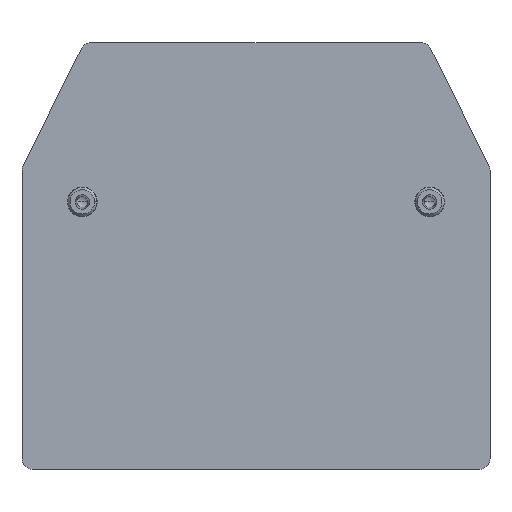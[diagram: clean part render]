
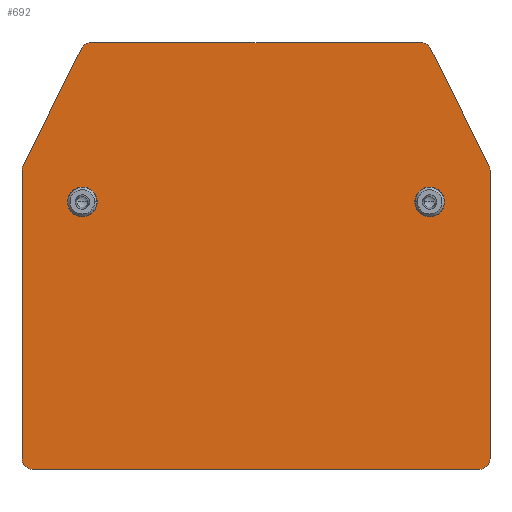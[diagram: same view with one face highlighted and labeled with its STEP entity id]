
A CAD part, top view. The second image highlights one B-rep face of the part: STEP entity #692.
In plain terms, the highlighted planar face has unit normal (0, 0, 1).
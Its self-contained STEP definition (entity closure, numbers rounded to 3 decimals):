
#29=CARTESIAN_POINT('',(21.5,-12.236,0.75));
#30=DIRECTION('',(0.,0.,1.));
#31=DIRECTION('',(1.,0.,0.));
#32=AXIS2_PLACEMENT_3D('',#29,#30,#31);
#56=CARTESIAN_POINT('',(21.5,-40.,0.75));
#57=DIRECTION('',(0.,0.,-1.));
#58=DIRECTION('',(1.,0.,0.));
#59=AXIS2_PLACEMENT_3D('',#56,#57,#58);
#74=CARTESIAN_POINT('',(-21.5,-40.,0.75));
#75=DIRECTION('',(0.,0.,-1.));
#76=DIRECTION('',(0.,-1.,0.));
#77=AXIS2_PLACEMENT_3D('',#74,#75,#76);
#92=CARTESIAN_POINT('',(-21.5,-12.236,0.75));
#93=DIRECTION('',(0.,0.,-1.));
#94=DIRECTION('',(-1.,0.,0.));
#95=AXIS2_PLACEMENT_3D('',#92,#93,#94);
#101=CARTESIAN_POINT('',(-15.882,-1.,0.75));
#102=DIRECTION('',(0.,0.,1.));
#103=DIRECTION('',(0.,1.,0.));
#104=AXIS2_PLACEMENT_3D('',#101,#102,#103);
#128=CARTESIAN_POINT('',(15.882,-1.,0.75));
#129=DIRECTION('',(0.,0.,-1.));
#130=DIRECTION('',(0.,1.,0.));
#131=AXIS2_PLACEMENT_3D('',#128,#129,#130);
#133=DIRECTION('',(-0.447,0.894,0.));
#134=VECTOR('',#133,12.562);
#135=CARTESIAN_POINT('',(22.394,-11.789,0.75));
#136=LINE('',#135,#134);
#137=DIRECTION('',(0.,1.,0.));
#138=VECTOR('',#137,27.764);
#139=CARTESIAN_POINT('',(22.5,-40.,0.75));
#140=LINE('',#139,#138);
#141=DIRECTION('',(1.,0.,0.));
#142=VECTOR('',#141,43.);
#143=CARTESIAN_POINT('',(-21.5,-41.,0.75));
#144=LINE('',#143,#142);
#145=DIRECTION('',(0.,-1.,0.));
#146=VECTOR('',#145,27.764);
#147=CARTESIAN_POINT('',(-22.5,-12.236,0.75));
#148=LINE('',#147,#146);
#149=DIRECTION('',(-0.447,-0.894,0.));
#150=VECTOR('',#149,12.562);
#151=CARTESIAN_POINT('',(-16.776,-0.553,0.75));
#152=LINE('',#151,#150);
#153=DIRECTION('',(-1.,0.,0.));
#154=VECTOR('',#153,31.764);
#155=CARTESIAN_POINT('',(15.882,0.,0.75));
#156=LINE('',#155,#154);
#157=CARTESIAN_POINT('',(16.7,-15.3,0.75));
#158=DIRECTION('',(0.,0.,-1.));
#159=DIRECTION('',(1.,0.,0.));
#160=AXIS2_PLACEMENT_3D('',#157,#158,#159);
#175=CARTESIAN_POINT('',(16.7,-15.3,0.75));
#176=DIRECTION('',(0.,0.,-1.));
#177=DIRECTION('',(-1.,0.,0.));
#178=AXIS2_PLACEMENT_3D('',#175,#176,#177);
#259=CARTESIAN_POINT('',(-16.7,-15.3,0.75));
#260=DIRECTION('',(0.,0.,1.));
#261=DIRECTION('',(-1.,0.,0.));
#262=AXIS2_PLACEMENT_3D('',#259,#260,#261);
#277=CARTESIAN_POINT('',(-16.7,-15.3,0.75));
#278=DIRECTION('',(0.,0.,1.));
#279=DIRECTION('',(1.,0.,0.));
#280=AXIS2_PLACEMENT_3D('',#277,#278,#279);
#372=CARTESIAN_POINT('',(22.5,-40.,0.75));
#374=VERTEX_POINT('',#372);
#376=CARTESIAN_POINT('',(21.5,-41.,0.75));
#378=VERTEX_POINT('',#376);
#380=CARTESIAN_POINT('',(-21.5,-41.,0.75));
#382=VERTEX_POINT('',#380);
#384=CARTESIAN_POINT('',(-22.5,-40.,0.75));
#386=VERTEX_POINT('',#384);
#413=CARTESIAN_POINT('',(15.275,-15.3,0.75));
#414=CARTESIAN_POINT('',(18.125,-15.3,0.75));
#415=VERTEX_POINT('',#413);
#416=VERTEX_POINT('',#414);
#421=CARTESIAN_POINT('',(-15.275,-15.3,0.75));
#422=CARTESIAN_POINT('',(-18.125,-15.3,0.75));
#423=VERTEX_POINT('',#421);
#424=VERTEX_POINT('',#422);
#430=CARTESIAN_POINT('',(22.5,-12.236,0.75));
#432=VERTEX_POINT('',#430);
#434=CARTESIAN_POINT('',(22.394,-11.789,0.75));
#436=VERTEX_POINT('',#434);
#438=CARTESIAN_POINT('',(15.882,0.,0.75));
#440=VERTEX_POINT('',#438);
#442=CARTESIAN_POINT('',(16.776,-0.553,0.75));
#444=VERTEX_POINT('',#442);
#446=CARTESIAN_POINT('',(-15.882,0.,0.75));
#448=VERTEX_POINT('',#446);
#450=CARTESIAN_POINT('',(-16.776,-0.553,0.75));
#452=VERTEX_POINT('',#450);
#454=CARTESIAN_POINT('',(-22.5,-12.236,0.75));
#456=VERTEX_POINT('',#454);
#458=CARTESIAN_POINT('',(-22.394,-11.789,0.75));
#460=VERTEX_POINT('',#458);
#661=CARTESIAN_POINT('',(0.,0.,0.75));
#662=DIRECTION('',(0.,0.,1.));
#663=DIRECTION('',(1.,0.,0.));
#664=AXIS2_PLACEMENT_3D('',#661,#662,#663);
#665=PLANE('',#664);
#666=ORIENTED_EDGE('',*,*,#501,.F.);
#667=ORIENTED_EDGE('',*,*,#515,.F.);
#668=ORIENTED_EDGE('',*,*,#531,.F.);
#669=ORIENTED_EDGE('',*,*,#545,.T.);
#670=ORIENTED_EDGE('',*,*,#558,.F.);
#671=ORIENTED_EDGE('',*,*,#573,.T.);
#672=ORIENTED_EDGE('',*,*,#585,.F.);
#673=ORIENTED_EDGE('',*,*,#601,.T.);
#674=ORIENTED_EDGE('',*,*,#614,.F.);
#675=ORIENTED_EDGE('',*,*,#627,.F.);
#676=ORIENTED_EDGE('',*,*,#641,.F.);
#677=ORIENTED_EDGE('',*,*,#656,.T.);
#678=EDGE_LOOP('',(#666,#667,#668,#669,#670,#671,#672,#673,#674,#675,#676,
#677));
#679=FACE_OUTER_BOUND('',#678,.F.);
#681=ORIENTED_EDGE('',*,*,#680,.F.);
#683=ORIENTED_EDGE('',*,*,#682,.F.);
#684=EDGE_LOOP('',(#681,#683));
#685=FACE_BOUND('',#684,.F.);
#687=ORIENTED_EDGE('',*,*,#686,.T.);
#689=ORIENTED_EDGE('',*,*,#688,.T.);
#690=EDGE_LOOP('',(#687,#689));
#691=FACE_BOUND('',#690,.F.);
#692=ADVANCED_FACE('',(#679,#685,#691),#665,.T.);
#33=CIRCLE('',#32,1.);
#60=CIRCLE('',#59,1.);
#78=CIRCLE('',#77,1.);
#96=CIRCLE('',#95,1.);
#105=CIRCLE('',#104,1.);
#132=CIRCLE('',#131,1.);
#161=CIRCLE('',#160,1.425);
#179=CIRCLE('',#178,1.425);
#263=CIRCLE('',#262,1.425);
#281=CIRCLE('',#280,1.425);
#501=EDGE_CURVE('',#436,#444,#136,.T.);
#515=EDGE_CURVE('',#432,#436,#33,.T.);
#531=EDGE_CURVE('',#374,#432,#140,.T.);
#545=EDGE_CURVE('',#374,#378,#60,.T.);
#558=EDGE_CURVE('',#382,#378,#144,.T.);
#573=EDGE_CURVE('',#382,#386,#78,.T.);
#585=EDGE_CURVE('',#456,#386,#148,.T.);
#601=EDGE_CURVE('',#456,#460,#96,.T.);
#614=EDGE_CURVE('',#452,#460,#152,.T.);
#627=EDGE_CURVE('',#448,#452,#105,.T.);
#641=EDGE_CURVE('',#440,#448,#156,.T.);
#656=EDGE_CURVE('',#440,#444,#132,.T.);
#680=EDGE_CURVE('',#416,#415,#161,.T.);
#682=EDGE_CURVE('',#415,#416,#179,.T.);
#686=EDGE_CURVE('',#424,#423,#263,.T.);
#688=EDGE_CURVE('',#423,#424,#281,.T.);
